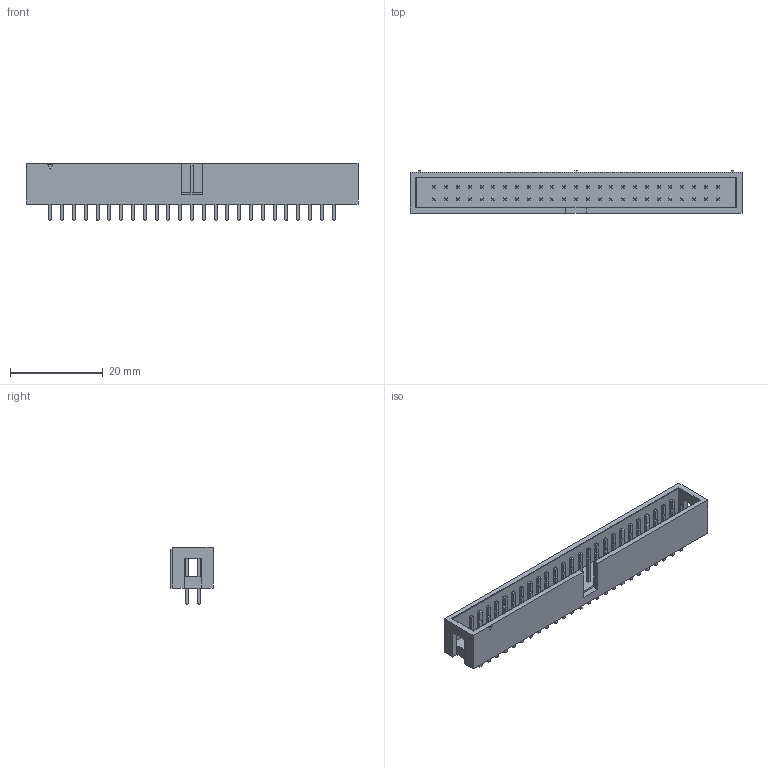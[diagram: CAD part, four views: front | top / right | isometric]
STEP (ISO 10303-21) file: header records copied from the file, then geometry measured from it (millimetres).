
FILE_DESCRIPTION (( 'STEP AP214' ), '1' );
FILE_NAME ('User Library-302-S501.STEP', '2025-12-07T13:12:35', ( '' ), ( '' ), 'SwSTEP 2.0', 'SolidWorks 2022', '' );
FILE_SCHEMA (( 'AUTOMOTIVE_DESIGN' ));
Length unit declared in the file: millimetre
Products named in the file (3): Body; User Library-302-S501; Pins
Assembly tree (2 placements, depth 2):
  User Library-302-S501
    Pins
    Body
Bounding box: 71.4 x 9.1 x 12.4 mm (x, y, z)
Volume: 2883.9 mm3; surface area: 5138 mm2
Topology: 51 solids, 51 shells, 745 faces, 1528 edges, 882 vertices
Faces by surface type: plane 745
Entity records: 27376 total; most frequent: CARTESIAN_POINT 3160, ORIENTED_EDGE 3056, DIRECTION 3028, LINE 1528, VECTOR 1528, EDGE_CURVE 1528, VERTEX_POINT 882, UNCERTAINTY_MEASURE_WITH_UNIT 801
